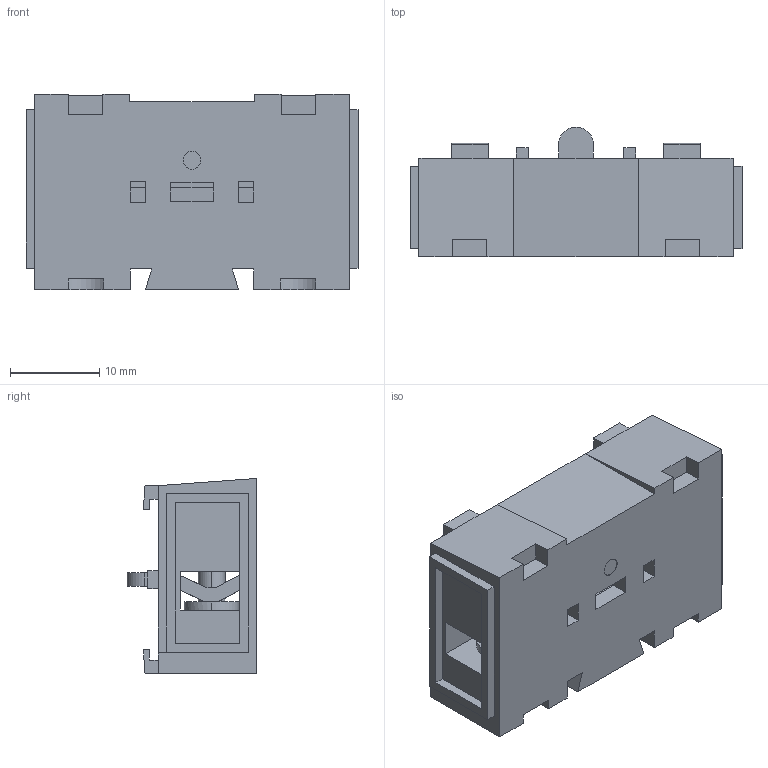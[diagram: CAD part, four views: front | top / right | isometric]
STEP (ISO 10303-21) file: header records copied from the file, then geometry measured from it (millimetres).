
FILE_DESCRIPTION (( 'STEP AP214' ), '1' );
FILE_NAME ('tb-axcontact(-nc).ÃÌ Êîíòàêò äîïîëíèòåëüíûé äëÿ TwinBlock EKF.STEP', '2024-10-14T12:45:48', ( '' ), ( '' ), 'SwSTEP 2.0', 'SolidWorks 2021', '' );
FILE_SCHEMA (( 'AUTOMOTIVE_DESIGN' ));
Length unit declared in the file: millimetre
Products named in the file (1): tb-axcontact(-nc).ÃÌ Êîíòàêò äîïîëíèòåëüíûé äëÿ TwinBlock EKF
Bounding box: 37.1 x 14.5 x 21.8 mm (x, y, z)
Volume: 6973.3 mm3; surface area: 4846 mm2
Topology: 3 solids, 3 shells, 201 faces, 558 edges, 364 vertices
Faces by surface type: plane 174, cylinder 23, torus 4
Entity records: 6486 total; most frequent: CARTESIAN_POINT 1268, ORIENTED_EDGE 1116, DIRECTION 1000, EDGE_CURVE 558, LINE 456, VECTOR 456, VERTEX_POINT 364, AXIS2_PLACEMENT_3D 272
